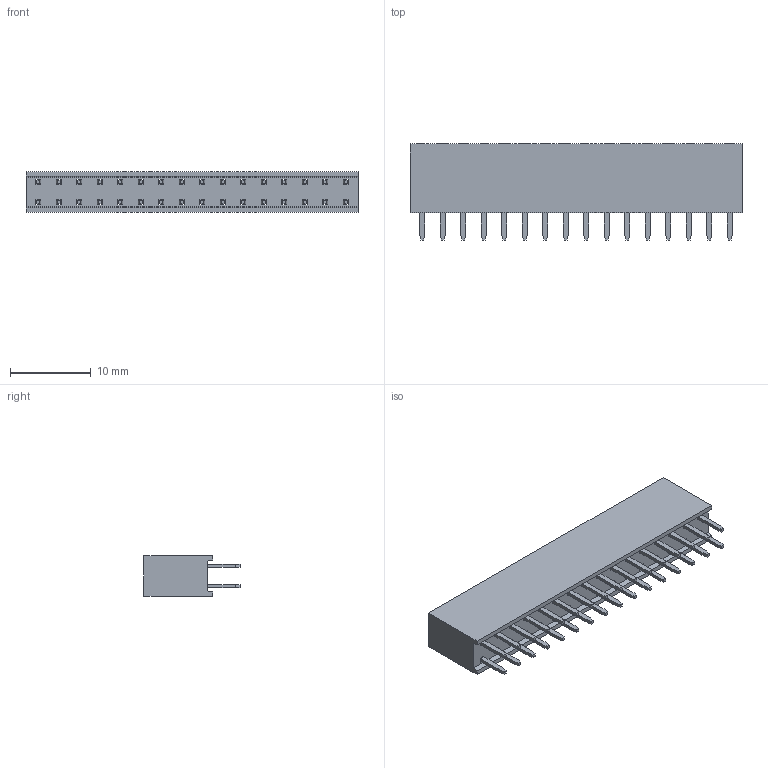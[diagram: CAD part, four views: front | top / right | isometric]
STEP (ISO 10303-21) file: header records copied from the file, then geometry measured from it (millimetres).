
FILE_DESCRIPTION (( 'STEP AP214' ), '1' );
FILE_NAME ('PPPC162LFBN-RC.STEP', '2022-08-11T04:34:40', ( '' ), ( '' ), 'SwSTEP 2.0', 'SolidWorks 2020', '' );
FILE_SCHEMA (( 'AUTOMOTIVE_DESIGN' ));
Length unit declared in the file: inch
Products named in the file (3): PPPC162LFBN-RC; 2 row tin pins; 2 row tin body_16
Assembly tree (17 placements, depth 2):
  PPPC162LFBN-RC
    2 row tin body_16
    2 row tin pins  x16
Bounding box: 41.15 x 11.91 x 5.08 mm (x, y, z)
Volume: 1640.7 mm3; surface area: 2567 mm2
Topology: 65 solids, 65 shells, 906 faces, 2200 edges, 1424 vertices
Faces by surface type: plane 746, cylinder 160
Entity records: 9145 total; most frequent: CARTESIAN_POINT 1550, ORIENTED_EDGE 1520, DIRECTION 1432, EDGE_CURVE 760, LINE 740, VECTOR 740, VERTEX_POINT 464, EDGE_LOOP 370
